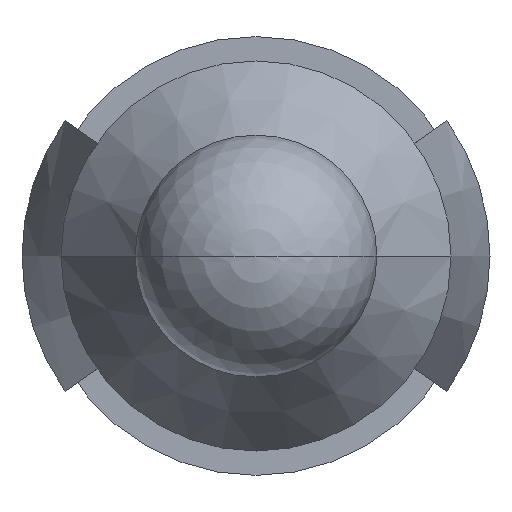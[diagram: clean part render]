
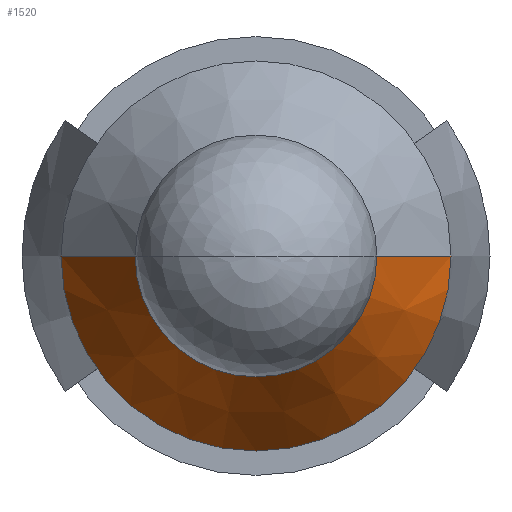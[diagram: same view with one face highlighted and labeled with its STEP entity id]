
A CAD part, front view. The second image highlights one B-rep face of the part: STEP entity #1520.
In plain terms, the highlighted conical face has half-angle 33 degrees and reference radius 1.62 mm.
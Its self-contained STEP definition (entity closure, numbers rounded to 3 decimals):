
#452=CARTESIAN_POINT('',(0.,14.77,0.));
#453=DIRECTION('',(0.,1.,0.));
#454=DIRECTION('',(1.,0.,0.));
#455=AXIS2_PLACEMENT_3D('',#452,#453,#454);
#457=DIRECTION('',(0.545,0.839,0.));
#458=VECTOR('',#457,1.395);
#459=CARTESIAN_POINT('',(1.24,13.6,0.));
#460=LINE('',#459,#458);
#461=DIRECTION('',(-0.545,0.839,0.));
#462=VECTOR('',#461,1.395);
#463=CARTESIAN_POINT('',(-1.24,13.6,0.));
#464=LINE('',#463,#462);
#465=CARTESIAN_POINT('',(0.,13.6,0.));
#466=DIRECTION('',(0.,1.,0.));
#467=DIRECTION('',(1.,0.,0.));
#468=AXIS2_PLACEMENT_3D('',#465,#466,#467);
#884=CARTESIAN_POINT('',(2.,14.77,0.));
#886=VERTEX_POINT('',#884);
#888=CARTESIAN_POINT('',(-2.,14.77,0.));
#890=VERTEX_POINT('',#888);
#892=CARTESIAN_POINT('',(1.24,13.6,0.));
#893=VERTEX_POINT('',#892);
#894=CARTESIAN_POINT('',(-1.24,13.6,0.));
#895=VERTEX_POINT('',#894);
#1506=CARTESIAN_POINT('',(0.,14.185,0.));
#1507=DIRECTION('',(0.,1.,0.));
#1508=DIRECTION('',(1.,0.,0.));
#1509=AXIS2_PLACEMENT_3D('',#1506,#1507,#1508);
#1510=CONICAL_SURFACE('',#1509,1.62,33.);
#1512=ORIENTED_EDGE('',*,*,#1511,.T.);
#1513=ORIENTED_EDGE('',*,*,#1501,.T.);
#1515=ORIENTED_EDGE('',*,*,#1514,.F.);
#1517=ORIENTED_EDGE('',*,*,#1516,.F.);
#1518=EDGE_LOOP('',(#1512,#1513,#1515,#1517));
#1519=FACE_OUTER_BOUND('',#1518,.F.);
#456=CIRCLE('',#455,2.);
#469=CIRCLE('',#468,1.24);
#1501=EDGE_CURVE('',#886,#890,#456,.T.);
#1511=EDGE_CURVE('',#893,#886,#460,.T.);
#1514=EDGE_CURVE('',#895,#890,#464,.T.);
#1516=EDGE_CURVE('',#893,#895,#469,.T.);
#1520=ADVANCED_FACE('',(#1519),#1510,.T.);
